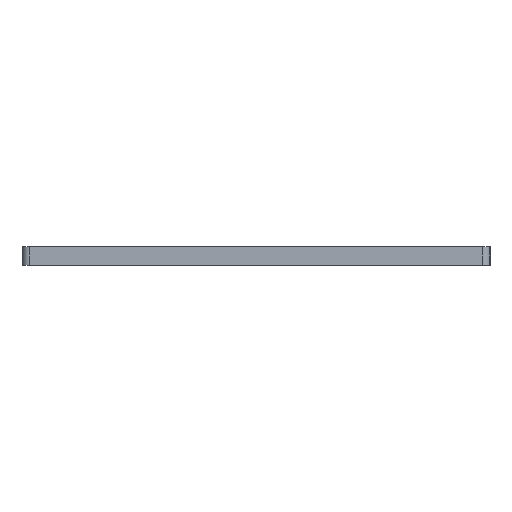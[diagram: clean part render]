
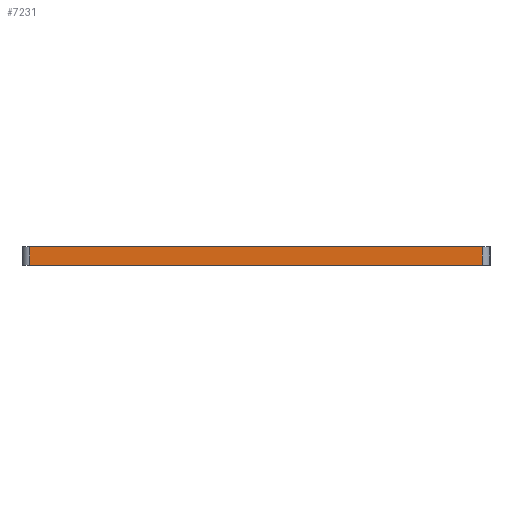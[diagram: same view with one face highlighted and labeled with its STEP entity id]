
A CAD part, left-side view. The second image highlights one B-rep face of the part: STEP entity #7231.
In plain terms, the highlighted planar face has unit normal (-1, 0, 0).
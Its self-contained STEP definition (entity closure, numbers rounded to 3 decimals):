
#972=CARTESIAN_POINT('',(-95.25,-36.85,11.));
#973=VERTEX_POINT('',#972);
#981=CARTESIAN_POINT('',(-95.25,36.85,11.));
#982=VERTEX_POINT('',#981);
#983=CARTESIAN_POINT('',(-95.25,-36.85,11.));
#984=DIRECTION('',(0.,1.,-0.));
#985=VECTOR('',#984,73.7);
#986=LINE('',#983,#985);
#987=EDGE_CURVE('',#973,#982,#986,.T.);
#7201=CARTESIAN_POINT('',(-95.25,0.,14.1));
#7202=DIRECTION('',(-1.,0.,0.));
#7203=DIRECTION('',(0.,0.,1.));
#7204=AXIS2_PLACEMENT_3D('',#7201,#7202,#7203);
#7205=PLANE('',#7204);
#7206=CARTESIAN_POINT('',(-95.25,-36.85,14.));
#7207=VERTEX_POINT('',#7206);
#7208=CARTESIAN_POINT('',(-95.25,36.85,14.));
#7209=VERTEX_POINT('',#7208);
#7210=CARTESIAN_POINT('',(-95.25,-36.85,14.));
#7211=DIRECTION('',(0.,1.,-0.));
#7212=VECTOR('',#7211,73.7);
#7213=LINE('',#7210,#7212);
#7214=EDGE_CURVE('',#7207,#7209,#7213,.T.);
#7215=ORIENTED_EDGE('',*,*,#7214,.T.);
#7216=CARTESIAN_POINT('',(-95.25,36.85,14.));
#7217=DIRECTION('',(-0.,-0.,-1.));
#7218=VECTOR('',#7217,3.);
#7219=LINE('',#7216,#7218);
#7220=EDGE_CURVE('',#7209,#982,#7219,.T.);
#7221=ORIENTED_EDGE('',*,*,#7220,.T.);
#7222=ORIENTED_EDGE('',*,*,#987,.F.);
#7223=CARTESIAN_POINT('',(-95.25,-36.85,11.));
#7224=DIRECTION('',(0.,0.,1.));
#7225=VECTOR('',#7224,3.);
#7226=LINE('',#7223,#7225);
#7227=EDGE_CURVE('',#973,#7207,#7226,.T.);
#7228=ORIENTED_EDGE('',*,*,#7227,.T.);
#7229=EDGE_LOOP('',(#7215,#7221,#7222,#7228));
#7230=FACE_BOUND('',#7229,.T.);
#7231=ADVANCED_FACE('',(#7230),#7205,.T.);
